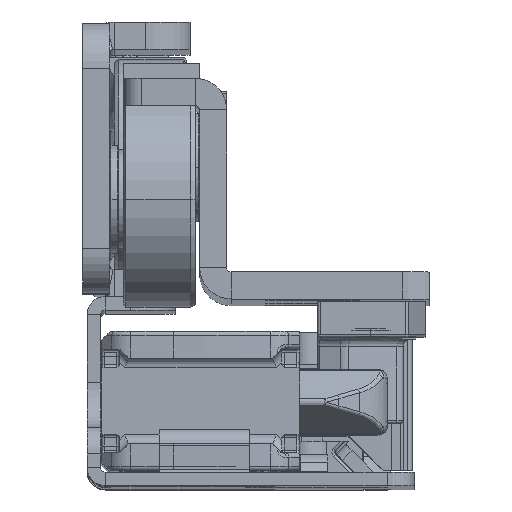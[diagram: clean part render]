
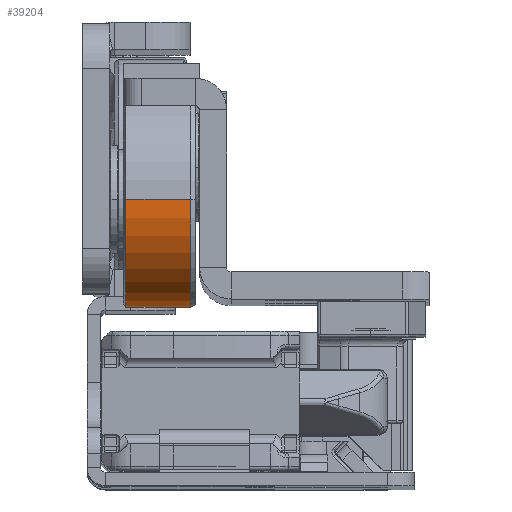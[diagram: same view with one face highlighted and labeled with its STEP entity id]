
A CAD part, top view. The second image highlights one B-rep face of the part: STEP entity #39204.
In plain terms, the highlighted cylindrical face has radius 12 mm (diameter 24 mm), a partial arc.
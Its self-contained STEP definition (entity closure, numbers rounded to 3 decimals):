
#11080 = VERTEX_POINT ( 'NONE', #47049 ) ;
#13710 = DIRECTION ( 'NONE',  ( 0., 0., -1. ) ) ;
#16495 = DIRECTION ( 'NONE',  ( 0., 0., 1. ) ) ;
#19017 = VECTOR ( 'NONE', #60964, 1000. ) ;
#20027 = ORIENTED_EDGE ( 'NONE', *, *, #101499, .F. ) ;
#24029 = VERTEX_POINT ( 'NONE', #24602 ) ;
#24602 = CARTESIAN_POINT ( 'NONE',  ( 0.5, 0., -12. ) ) ;
#27705 = CARTESIAN_POINT ( 'NONE',  ( 0., 0., 12. ) ) ;
#28021 = CARTESIAN_POINT ( 'NONE',  ( 0., 0., -12. ) ) ;
#32757 = AXIS2_PLACEMENT_3D ( 'NONE', #52473, #60607, #132515 ) ;
#36087 = DIRECTION ( 'NONE',  ( 1., 0., 0. ) ) ;
#38880 = VECTOR ( 'NONE', #38897, 1000. ) ;
#38897 = DIRECTION ( 'NONE',  ( -1., 0., 0. ) ) ;
#39204 = ADVANCED_FACE ( 'NONE', ( #49806 ), #91141, .T. ) ;
#40361 = EDGE_CURVE ( 'NONE', #24029, #40696, #126529, .T. ) ;
#40696 = VERTEX_POINT ( 'NONE', #128146 ) ;
#47049 = CARTESIAN_POINT ( 'NONE',  ( 7.711, 0., 12. ) ) ;
#49806 = FACE_OUTER_BOUND ( 'NONE', #124624, .T. ) ;
#51383 = VERTEX_POINT ( 'NONE', #88522 ) ;
#52473 = CARTESIAN_POINT ( 'NONE',  ( 7.711, 0., 0. ) ) ;
#60276 = LINE ( 'NONE', #27705, #19017 ) ;
#60607 = DIRECTION ( 'NONE',  ( -1., 0., 0. ) ) ;
#60908 = ORIENTED_EDGE ( 'NONE', *, *, #40361, .T. ) ;
#60964 = DIRECTION ( 'NONE',  ( -1., 0., 0. ) ) ;
#63709 = ORIENTED_EDGE ( 'NONE', *, *, #114204, .T. ) ;
#68066 = AXIS2_PLACEMENT_3D ( 'NONE', #127753, #36087, #13710 ) ;
#68851 = CARTESIAN_POINT ( 'NONE',  ( 0., 0., 0. ) ) ;
#69492 = LINE ( 'NONE', #28021, #38880 ) ;
#76093 = CIRCLE ( 'NONE', #32757, 12. ) ;
#77619 = EDGE_CURVE ( 'NONE', #51383, #24029, #69492, .T. ) ;
#88522 = CARTESIAN_POINT ( 'NONE',  ( 7.711, 0., -12. ) ) ;
#91141 = CYLINDRICAL_SURFACE ( 'NONE', #102773, 12. ) ;
#101499 = EDGE_CURVE ( 'NONE', #11080, #40696, #60276, .T. ) ;
#102773 = AXIS2_PLACEMENT_3D ( 'NONE', #68851, #108883, #16495 ) ;
#108883 = DIRECTION ( 'NONE',  ( -1., 0., 0. ) ) ;
#114204 = EDGE_CURVE ( 'NONE', #11080, #51383, #76093, .T. ) ;
#124624 = EDGE_LOOP ( 'NONE', ( #63709, #130862, #60908, #20027 ) ) ;
#126529 = CIRCLE ( 'NONE', #68066, 12. ) ;
#127753 = CARTESIAN_POINT ( 'NONE',  ( 0.5, 0., 0. ) ) ;
#128146 = CARTESIAN_POINT ( 'NONE',  ( 0.5, 0., 12. ) ) ;
#130862 = ORIENTED_EDGE ( 'NONE', *, *, #77619, .T. ) ;
#132515 = DIRECTION ( 'NONE',  ( 0., 0., 1. ) ) ;
